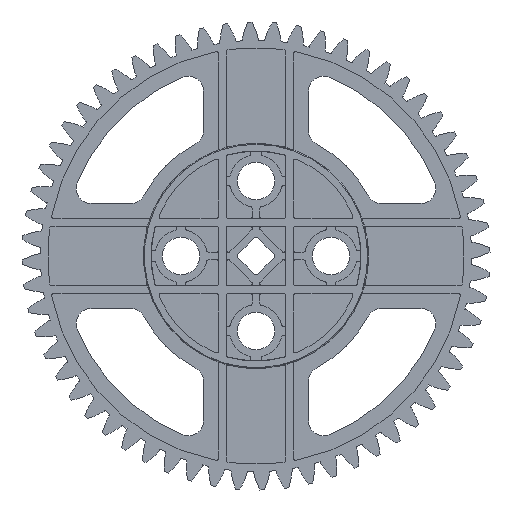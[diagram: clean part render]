
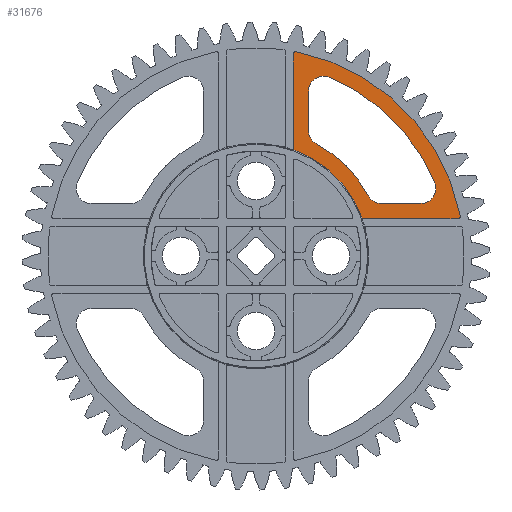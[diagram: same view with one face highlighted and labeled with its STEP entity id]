
A CAD part, front view. The second image highlights one B-rep face of the part: STEP entity #31676.
In plain terms, the highlighted planar face has unit normal (0, -1, 0).
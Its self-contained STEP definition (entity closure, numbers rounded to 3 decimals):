
#38=FACE_BOUND('',#11592,.T.);
#73=PLANE('',#33579);
#1517=LINE('',#45304,#5611);
#1518=LINE('',#45311,#5612);
#1519=LINE('',#45316,#5613);
#1520=LINE('',#45324,#5614);
#5611=VECTOR('',#36443,10.);
#5612=VECTOR('',#36450,10.);
#5613=VECTOR('',#36453,10.);
#5614=VECTOR('',#36460,10.);
#9938=FACE_OUTER_BOUND('',#11591,.T.);
#11591=EDGE_LOOP('',(#22505,#22506,#22507,#22508,#22509,#22510,#22511,#22512));
#11592=EDGE_LOOP('',(#22513,#22514,#22515,#22516,#22517,#22518,#22519,#22520));
#13177=CIRCLE('',#33269,15.);
#13416=CIRCLE('',#33574,0.3);
#13418=CIRCLE('',#33577,0.3);
#13420=CIRCLE('',#33580,0.3);
#13421=CIRCLE('',#33581,27.772);
#13422=CIRCLE('',#33582,0.3);
#13423=CIRCLE('',#33583,2.);
#13424=CIRCLE('',#33584,2.);
#13425=CIRCLE('',#33585,17.);
#13426=CIRCLE('',#33586,2.);
#13427=CIRCLE('',#33587,2.);
#13428=CIRCLE('',#33588,25.772);
#13914=VERTEX_POINT('',#44475);
#13915=VERTEX_POINT('',#44477);
#14257=VERTEX_POINT('',#45291);
#14259=VERTEX_POINT('',#45297);
#14261=VERTEX_POINT('',#45303);
#14262=VERTEX_POINT('',#45305);
#14263=VERTEX_POINT('',#45307);
#14264=VERTEX_POINT('',#45309);
#14265=VERTEX_POINT('',#45312);
#14266=VERTEX_POINT('',#45313);
#14267=VERTEX_POINT('',#45315);
#14268=VERTEX_POINT('',#45317);
#14269=VERTEX_POINT('',#45319);
#14270=VERTEX_POINT('',#45321);
#14271=VERTEX_POINT('',#45323);
#14272=VERTEX_POINT('',#45325);
#17136=EDGE_CURVE('',#13914,#13915,#13177,.T.);
#17542=EDGE_CURVE('',#13914,#14257,#13416,.T.);
#17545=EDGE_CURVE('',#14259,#13915,#13418,.T.);
#17548=EDGE_CURVE('',#14261,#14257,#1517,.T.);
#17549=EDGE_CURVE('',#14261,#14262,#13420,.T.);
#17550=EDGE_CURVE('',#14263,#14262,#13421,.T.);
#17551=EDGE_CURVE('',#14263,#14264,#13422,.T.);
#17552=EDGE_CURVE('',#14259,#14264,#1518,.T.);
#17553=EDGE_CURVE('',#14265,#14266,#13423,.T.);
#17554=EDGE_CURVE('',#14266,#14267,#1519,.T.);
#17555=EDGE_CURVE('',#14267,#14268,#13424,.T.);
#17556=EDGE_CURVE('',#14268,#14269,#13425,.T.);
#17557=EDGE_CURVE('',#14269,#14270,#13426,.T.);
#17558=EDGE_CURVE('',#14270,#14271,#1520,.T.);
#17559=EDGE_CURVE('',#14271,#14272,#13427,.T.);
#17560=EDGE_CURVE('',#14272,#14265,#13428,.T.);
#22505=ORIENTED_EDGE('',*,*,#17542,.T.);
#22506=ORIENTED_EDGE('',*,*,#17548,.F.);
#22507=ORIENTED_EDGE('',*,*,#17549,.T.);
#22508=ORIENTED_EDGE('',*,*,#17550,.F.);
#22509=ORIENTED_EDGE('',*,*,#17551,.T.);
#22510=ORIENTED_EDGE('',*,*,#17552,.F.);
#22511=ORIENTED_EDGE('',*,*,#17545,.T.);
#22512=ORIENTED_EDGE('',*,*,#17136,.F.);
#22513=ORIENTED_EDGE('',*,*,#17553,.T.);
#22514=ORIENTED_EDGE('',*,*,#17554,.T.);
#22515=ORIENTED_EDGE('',*,*,#17555,.T.);
#22516=ORIENTED_EDGE('',*,*,#17556,.T.);
#22517=ORIENTED_EDGE('',*,*,#17557,.T.);
#22518=ORIENTED_EDGE('',*,*,#17558,.T.);
#22519=ORIENTED_EDGE('',*,*,#17559,.T.);
#22520=ORIENTED_EDGE('',*,*,#17560,.T.);
#31676=ADVANCED_FACE('',(#9938,#38),#73,.F.);
#33269=AXIS2_PLACEMENT_3D('',#44478,#35652,#35653);
#33574=AXIS2_PLACEMENT_3D('',#45292,#36429,#36430);
#33577=AXIS2_PLACEMENT_3D('',#45298,#36436,#36437);
#33579=AXIS2_PLACEMENT_3D('',#45302,#36441,#36442);
#33580=AXIS2_PLACEMENT_3D('',#45306,#36444,#36445);
#33581=AXIS2_PLACEMENT_3D('',#45308,#36446,#36447);
#33582=AXIS2_PLACEMENT_3D('',#45310,#36448,#36449);
#33583=AXIS2_PLACEMENT_3D('',#45314,#36451,#36452);
#33584=AXIS2_PLACEMENT_3D('',#45318,#36454,#36455);
#33585=AXIS2_PLACEMENT_3D('',#45320,#36456,#36457);
#33586=AXIS2_PLACEMENT_3D('',#45322,#36458,#36459);
#33587=AXIS2_PLACEMENT_3D('',#45326,#36461,#36462);
#33588=AXIS2_PLACEMENT_3D('',#45327,#36463,#36464);
#35652=DIRECTION('center_axis',(0.,-1.,0.));
#35653=DIRECTION('ref_axis',(-1.,0.,0.));
#36429=DIRECTION('center_axis',(0.,-1.,0.));
#36430=DIRECTION('ref_axis',(-0.572,0.,-0.82));
#36436=DIRECTION('center_axis',(0.,-1.,0.));
#36437=DIRECTION('ref_axis',(-0.82,0.,-0.572));
#36441=DIRECTION('center_axis',(0.,1.,0.));
#36442=DIRECTION('ref_axis',(0.,0.,
1.));
#36443=DIRECTION('',(-1.,0.,0.));
#36444=DIRECTION('center_axis',(0.,-1.,0.));
#36445=DIRECTION('ref_axis',(0.772,0.,-0.635));
#36446=DIRECTION('center_axis',(0.,1.,0.));
#36447=DIRECTION('ref_axis',(0.026,0.,-1.));
#36448=DIRECTION('center_axis',(0.,-1.,0.));
#36449=DIRECTION('ref_axis',(-0.635,0.,0.772));
#36450=DIRECTION('',(0.,0.,1.));
#36451=DIRECTION('center_axis',(0.,1.,0.));
#36452=DIRECTION('ref_axis',(-0.926,0.,-0.379));
#36453=DIRECTION('',(-1.,0.,0.));
#36454=DIRECTION('center_axis',(0.,1.,0.));
#36455=DIRECTION('ref_axis',(0.,0.,
1.));
#36456=DIRECTION('center_axis',(0.,-1.,0.));
#36457=DIRECTION('ref_axis',(0.474,0.,0.881));
#36458=DIRECTION('center_axis',(0.,1.,0.));
#36459=DIRECTION('ref_axis',(0.474,0.,0.881));
#36460=DIRECTION('',(0.,0.,1.));
#36461=DIRECTION('center_axis',(0.,1.,0.));
#36462=DIRECTION('ref_axis',(1.,0.,0.));
#36463=DIRECTION('center_axis',(0.,1.,0.));
#36464=DIRECTION('ref_axis',(-0.379,0.,-0.926));
#44475=CARTESIAN_POINT('',(14.071,-0.5,5.196));
#44477=CARTESIAN_POINT('',(5.196,-0.5,14.071));
#44478=CARTESIAN_POINT('Origin',(0.,-0.5,
0.));
#45291=CARTESIAN_POINT('',(14.353,-0.5,5.));
#45292=CARTESIAN_POINT('Origin',(14.353,-0.5,5.3));
#45297=CARTESIAN_POINT('',(5.,-0.5,14.353));
#45298=CARTESIAN_POINT('Origin',(5.3,-0.5,14.353));
#45302=CARTESIAN_POINT('Origin',(16.159,-0.5,16.159));
#45303=CARTESIAN_POINT('',(26.956,-0.5,5.));
#45304=CARTESIAN_POINT('',(15.151,-0.5,5.));
#45305=CARTESIAN_POINT('',(27.251,-0.5,5.358));
#45306=CARTESIAN_POINT('Origin',(26.956,-0.5,5.3));
#45307=CARTESIAN_POINT('',(5.358,-0.5,27.251));
#45308=CARTESIAN_POINT('Origin',(0.,-0.5,0.));
#45309=CARTESIAN_POINT('',(5.,-0.5,26.956));
#45310=CARTESIAN_POINT('Origin',(5.3,-0.5,26.956));
#45311=CARTESIAN_POINT('',(5.,-0.5,21.739));
#45312=CARTESIAN_POINT('',(23.854,-0.5,9.757));
#45313=CARTESIAN_POINT('',(22.003,-0.5,7.));
#45314=CARTESIAN_POINT('Origin',(22.003,-0.5,9.));
#45315=CARTESIAN_POINT('',(16.733,-0.5,7.));
#45316=CARTESIAN_POINT('',(16.733,-0.5,7.));
#45317=CARTESIAN_POINT('',(14.972,-0.5,8.053));
#45318=CARTESIAN_POINT('Origin',(16.733,-0.5,9.));
#45319=CARTESIAN_POINT('',(8.053,-0.5,14.972));
#45320=CARTESIAN_POINT('Origin',(0.,-0.5,0.));
#45321=CARTESIAN_POINT('',(7.,-0.5,16.733));
#45322=CARTESIAN_POINT('Origin',(9.,-0.5,16.733));
#45323=CARTESIAN_POINT('',(7.,-0.5,22.003));
#45324=CARTESIAN_POINT('',(7.,-0.5,22.003));
#45325=CARTESIAN_POINT('',(9.757,-0.5,23.854));
#45326=CARTESIAN_POINT('Origin',(9.,-0.5,22.003));
#45327=CARTESIAN_POINT('Origin',(0.,-0.5,0.));
